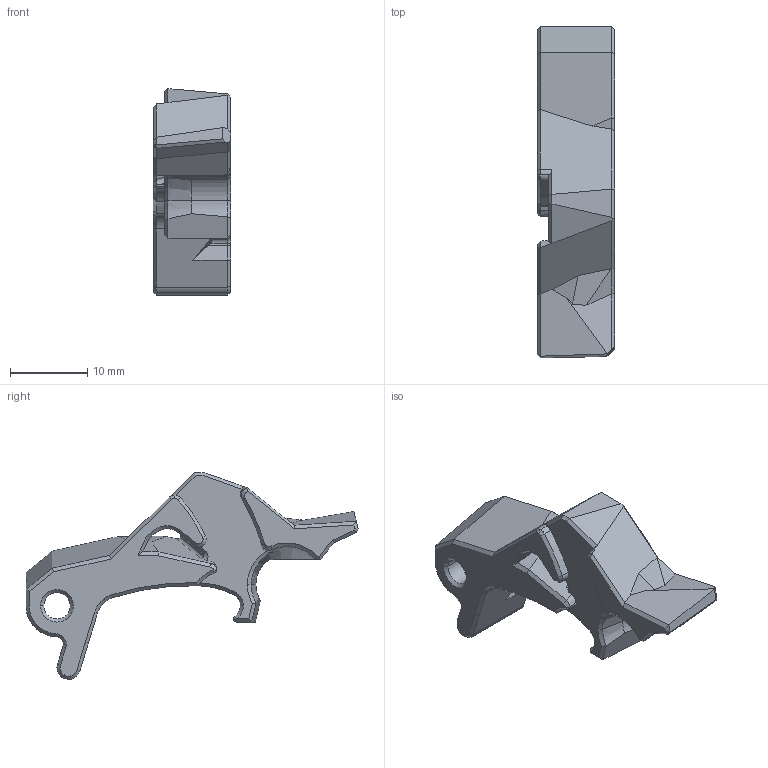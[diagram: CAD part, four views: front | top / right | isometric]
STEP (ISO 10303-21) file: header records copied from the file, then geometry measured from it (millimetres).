
FILE_DESCRIPTION (( 'STEP AP214' ), '1' );
FILE_NAME ('蒛參忒.STEP', '2023-10-22T14:37:52', ( '' ), ( '' ), 'SwSTEP 2.0', 'SolidWorks 2022', '' );
FILE_SCHEMA (( 'AUTOMOTIVE_DESIGN' ));
Length unit declared in the file: millimetre
Products named in the file (1): 闩把手
Bounding box: 10 x 42.86 x 26.68 mm (x, y, z)
Volume: 3345.2 mm3; surface area: 2275.6 mm2
Topology: 1 solids, 1 shells, 225 faces, 584 edges, 355 vertices
Faces by surface type: plane 100, cone 73, cylinder 36, bspline 16
Entity records: 7282 total; most frequent: CARTESIAN_POINT 1943, ORIENTED_EDGE 1156, DIRECTION 1049, EDGE_CURVE 578, LINE 357, VECTOR 357, VERTEX_POINT 355, AXIS2_PLACEMENT_3D 346
